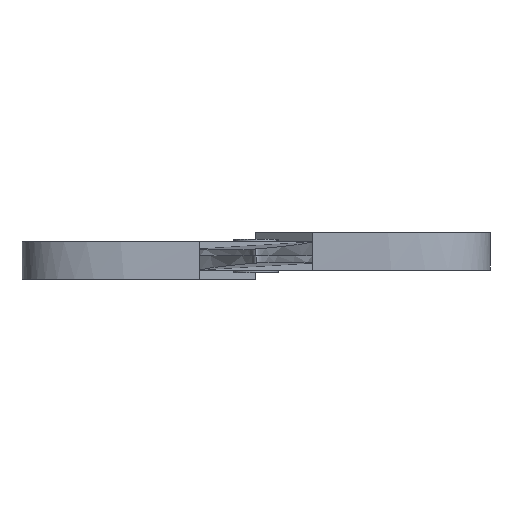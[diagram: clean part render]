
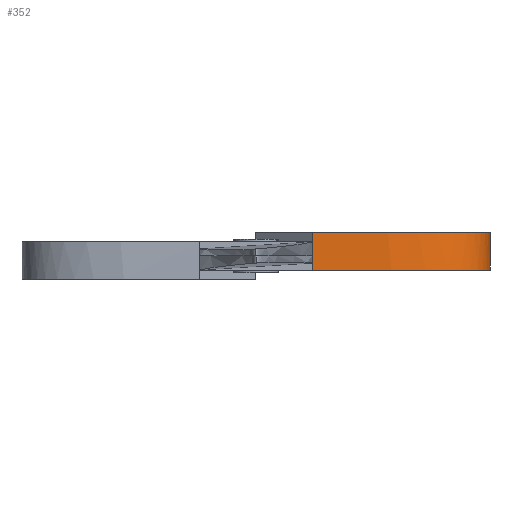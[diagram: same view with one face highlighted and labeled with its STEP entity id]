
A CAD part, front view. The second image highlights one B-rep face of the part: STEP entity #352.
In plain terms, the highlighted free-form (B-spline) face has degree [2, 1] with [3, 2] control points.
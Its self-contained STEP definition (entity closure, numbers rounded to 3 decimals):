
#90 = VERTEX_POINT('',#91);
#91 = CARTESIAN_POINT('',(18.324,24.48,-5.096)
  );
#96 = EDGE_CURVE('',#97,#90,#99,.T.);
#97 = VERTEX_POINT('',#98);
#98 = CARTESIAN_POINT('',(-2.043,15.368,-5.096));
#99 = B_SPLINE_CURVE_WITH_KNOTS('',5,(#100,#101,#102,#103,#104,#105,#106
    ,#107,#108,#109,#110,#111,#112,#113,#114),.UNSPECIFIED.,.F.,.F.,(6,3
    ,3,3,6),(0.,16.583,26.438,35.13,37.186),
  .UNSPECIFIED.);
#100 = CARTESIAN_POINT('',(-2.043,15.368,-5.096)
  );
#101 = CARTESIAN_POINT('',(0.798,15.221,-5.096)
  );
#102 = CARTESIAN_POINT('',(3.554,15.201,-5.096)
  );
#103 = CARTESIAN_POINT('',(6.206,15.339,-5.096)
  );
#104 = CARTESIAN_POINT('',(10.148,15.887,-5.096
    ));
#105 = CARTESIAN_POINT('',(13.393,17.095,-5.096
    ));
#106 = CARTESIAN_POINT('',(14.485,17.648,-5.096
    ));
#107 = CARTESIAN_POINT('',(16.261,18.9,-5.096
    ));
#108 = CARTESIAN_POINT('',(17.445,20.537,-5.096
    ));
#109 = CARTESIAN_POINT('',(17.856,21.386,-5.096)
  );
#110 = CARTESIAN_POINT('',(18.185,22.525,-5.096
    ));
#111 = CARTESIAN_POINT('',(18.302,23.755,-5.096
    ));
#112 = CARTESIAN_POINT('',(18.317,23.994,-5.096
    ));
#113 = CARTESIAN_POINT('',(18.324,24.236,-5.096
    ));
#114 = CARTESIAN_POINT('',(18.324,24.48,-5.096
    ));
#329 = EDGE_CURVE('',#97,#330,#332,.T.);
#330 = VERTEX_POINT('',#331);
#331 = CARTESIAN_POINT('',(-2.043,15.368,-0.808
    ));
#332 = B_SPLINE_CURVE_WITH_KNOTS('',1,(#333,#334),.UNSPECIFIED.,.F.,.F.,
  (2,2),(-2.,2.),.PIECEWISE_BEZIER_KNOTS.);
#333 = CARTESIAN_POINT('',(-2.043,15.368,-5.096)
  );
#334 = CARTESIAN_POINT('',(-2.043,15.368,-0.808
    ));
#352 = ADVANCED_FACE('',(#353),#370,.T.);
#353 = FACE_BOUND('',#354,.T.);
#354 = EDGE_LOOP('',(#355,#356,#363,#369));
#355 = ORIENTED_EDGE('',*,*,#96,.T.);
#356 = ORIENTED_EDGE('',*,*,#357,.T.);
#357 = EDGE_CURVE('',#90,#358,#360,.T.);
#358 = VERTEX_POINT('',#359);
#359 = CARTESIAN_POINT('',(18.324,24.48,
    -0.808));
#360 = B_SPLINE_CURVE_WITH_KNOTS('',1,(#361,#362),.UNSPECIFIED.,.F.,.F.,
  (2,2),(0.,4.),.PIECEWISE_BEZIER_KNOTS.);
#361 = CARTESIAN_POINT('',(18.324,24.48,-5.096
    ));
#362 = CARTESIAN_POINT('',(18.324,24.48,
    -0.808));
#363 = ORIENTED_EDGE('',*,*,#364,.F.);
#364 = EDGE_CURVE('',#330,#358,#365,.T.);
#365 = B_SPLINE_CURVE_WITH_KNOTS('',2,(#366,#367,#368),.UNSPECIFIED.,.F.
  ,.F.,(3,3),(1.,29.513),.PIECEWISE_BEZIER_KNOTS.);
#366 = CARTESIAN_POINT('',(-2.043,15.368,-0.808
    ));
#367 = CARTESIAN_POINT('',(18.324,14.31,
    -0.808));
#368 = CARTESIAN_POINT('',(18.324,24.48,
    -0.808));
#369 = ORIENTED_EDGE('',*,*,#329,.F.);
#370 = B_SPLINE_SURFACE_WITH_KNOTS('',2,1,(
    (#371,#372)
    ,(#373,#374)
    ,(#375,#376
    )),.UNSPECIFIED.,.F.,.F.,.F.,(3,3),(2,2),(1.,29.513),(0.,4.),
  .PIECEWISE_BEZIER_KNOTS.);
#371 = CARTESIAN_POINT('',(-2.043,15.368,-5.096)
  );
#372 = CARTESIAN_POINT('',(-2.043,15.368,-0.808
    ));
#373 = CARTESIAN_POINT('',(18.324,14.31,-5.096
    ));
#374 = CARTESIAN_POINT('',(18.324,14.31,
    -0.808));
#375 = CARTESIAN_POINT('',(18.324,24.48,-5.096
    ));
#376 = CARTESIAN_POINT('',(18.324,24.48,
    -0.808));
